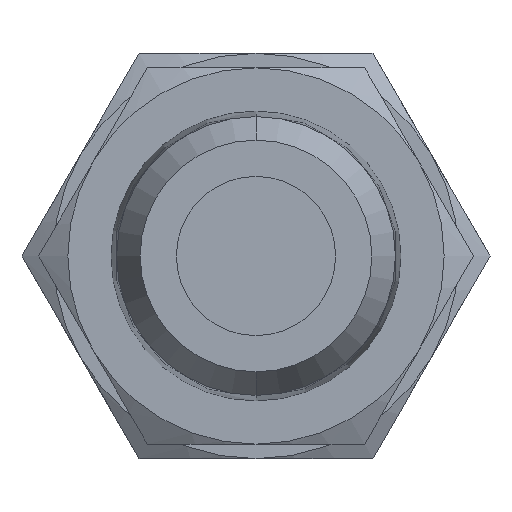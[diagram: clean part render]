
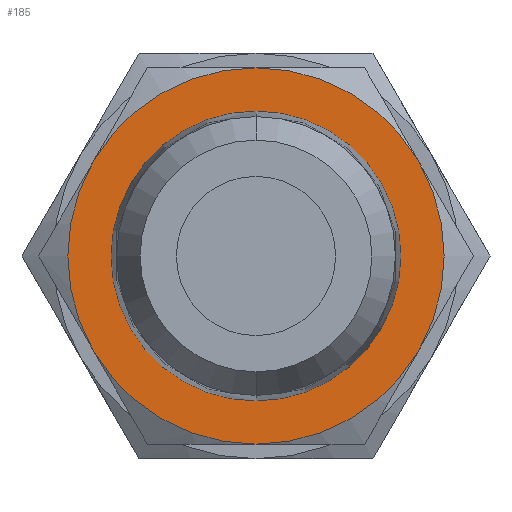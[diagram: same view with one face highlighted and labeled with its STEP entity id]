
A CAD part, front view. The second image highlights one B-rep face of the part: STEP entity #185.
In plain terms, the highlighted planar face has unit normal (0, -1, 0).
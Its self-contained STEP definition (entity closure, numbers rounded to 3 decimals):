
#73 = DIRECTION ( 'NONE',  ( 0., -1., 0. ) ) ;
#107 = AXIS2_PLACEMENT_3D ( 'NONE', #1204, #272, #1192 ) ;
#134 = VERTEX_POINT ( 'NONE', #1256 ) ;
#154 = DIRECTION ( 'NONE',  ( 0., 0., 1. ) ) ;
#177 = VERTEX_POINT ( 'NONE', #582 ) ;
#185 = ADVANCED_FACE ( 'NONE', ( #1087, #853 ), #715, .T. ) ;
#211 = AXIS2_PLACEMENT_3D ( 'NONE', #352, #766, #1408 ) ;
#228 = DIRECTION ( 'NONE',  ( 0., 0., 1. ) ) ;
#272 = DIRECTION ( 'NONE',  ( 0., -1., 0. ) ) ;
#278 = ORIENTED_EDGE ( 'NONE', *, *, #802, .T. ) ;
#314 = AXIS2_PLACEMENT_3D ( 'NONE', #1197, #1073, #1052 ) ;
#321 = CARTESIAN_POINT ( 'NONE',  ( 5.005, 7.5, 0. ) ) ;
#333 = CARTESIAN_POINT ( 'NONE',  ( 0., 7.5, 0. ) ) ;
#352 = CARTESIAN_POINT ( 'NONE',  ( 0., 7.5, 0. ) ) ;
#376 = CARTESIAN_POINT ( 'NONE',  ( 5.629, 7.5, 3.25 ) ) ;
#392 = ORIENTED_EDGE ( 'NONE', *, *, #1039, .T. ) ;
#405 = DIRECTION ( 'NONE',  ( 0., -1., 0. ) ) ;
#457 = CIRCLE ( 'NONE', #1555, 5.005 ) ;
#507 = VERTEX_POINT ( 'NONE', #864 ) ;
#528 = VERTEX_POINT ( 'NONE', #1392 ) ;
#582 = CARTESIAN_POINT ( 'NONE',  ( 5.629, 7.5, -3.25 ) ) ;
#622 = CARTESIAN_POINT ( 'NONE',  ( 0., 7.5, 0. ) ) ;
#645 = DIRECTION ( 'NONE',  ( 0., -1., 0. ) ) ;
#661 = VERTEX_POINT ( 'NONE', #1032 ) ;
#680 = CIRCLE ( 'NONE', #314, 6.5 ) ;
#715 = PLANE ( 'NONE',  #842 ) ;
#766 = DIRECTION ( 'NONE',  ( 0., -1., 0. ) ) ;
#770 = EDGE_CURVE ( 'NONE', #661, #1613, #1065, .T. ) ;
#772 = VERTEX_POINT ( 'NONE', #1337 ) ;
#802 = EDGE_CURVE ( 'NONE', #528, #772, #1207, .T. ) ;
#807 = AXIS2_PLACEMENT_3D ( 'NONE', #622, #645, #228 ) ;
#842 = AXIS2_PLACEMENT_3D ( 'NONE', #321, #73, #1001 ) ;
#853 = FACE_OUTER_BOUND ( 'NONE', #883, .T. ) ;
#864 = CARTESIAN_POINT ( 'NONE',  ( 0., 7.5, -6.5 ) ) ;
#883 = EDGE_LOOP ( 'NONE', ( #278, #1593, #392, #1660, #997, #1582 ) ) ;
#908 = ORIENTED_EDGE ( 'NONE', *, *, #1375, .F. ) ;
#921 = CIRCLE ( 'NONE', #807, 6.5 ) ;
#943 = CARTESIAN_POINT ( 'NONE',  ( 0., 7.5, 0. ) ) ;
#947 = DIRECTION ( 'NONE',  ( 0., -1., 0. ) ) ;
#972 = EDGE_CURVE ( 'NONE', #772, #507, #1186, .T. ) ;
#984 = AXIS2_PLACEMENT_3D ( 'NONE', #1212, #405, #154 ) ;
#995 = DIRECTION ( 'NONE',  ( 0., -1., 0. ) ) ;
#997 = ORIENTED_EDGE ( 'NONE', *, *, #1467, .T. ) ;
#1001 = DIRECTION ( 'NONE',  ( 0., 0., -1. ) ) ;
#1032 = CARTESIAN_POINT ( 'NONE',  ( 0., 7.5, 5.005 ) ) ;
#1039 = EDGE_CURVE ( 'NONE', #507, #177, #1368, .T. ) ;
#1052 = DIRECTION ( 'NONE',  ( 0., 0., 1. ) ) ;
#1065 = CIRCLE ( 'NONE', #1113, 5.005 ) ;
#1073 = DIRECTION ( 'NONE',  ( 0., -1., 0. ) ) ;
#1076 = CIRCLE ( 'NONE', #107, 6.5 ) ;
#1087 = FACE_BOUND ( 'NONE', #1139, .T. ) ;
#1113 = AXIS2_PLACEMENT_3D ( 'NONE', #943, #947, #1222 ) ;
#1139 = EDGE_LOOP ( 'NONE', ( #1452, #908 ) ) ;
#1148 = DIRECTION ( 'NONE',  ( 0., 0., 1. ) ) ;
#1186 = CIRCLE ( 'NONE', #1191, 6.5 ) ;
#1191 = AXIS2_PLACEMENT_3D ( 'NONE', #333, #995, #1394 ) ;
#1192 = DIRECTION ( 'NONE',  ( 0., 0., 1. ) ) ;
#1197 = CARTESIAN_POINT ( 'NONE',  ( 0., 7.5, 0. ) ) ;
#1204 = CARTESIAN_POINT ( 'NONE',  ( 0., 7.5, 0. ) ) ;
#1207 = CIRCLE ( 'NONE', #984, 6.5 ) ;
#1212 = CARTESIAN_POINT ( 'NONE',  ( 0., 7.5, 0. ) ) ;
#1222 = DIRECTION ( 'NONE',  ( 0., 0., 1. ) ) ;
#1256 = CARTESIAN_POINT ( 'NONE',  ( 0., 7.5, 6.5 ) ) ;
#1337 = CARTESIAN_POINT ( 'NONE',  ( -5.629, 7.5, -3.25 ) ) ;
#1368 = CIRCLE ( 'NONE', #211, 6.5 ) ;
#1375 = EDGE_CURVE ( 'NONE', #1613, #661, #457, .T. ) ;
#1392 = CARTESIAN_POINT ( 'NONE',  ( -5.629, 7.5, 3.25 ) ) ;
#1394 = DIRECTION ( 'NONE',  ( 0., 0., 1. ) ) ;
#1408 = DIRECTION ( 'NONE',  ( 0., 0., 1. ) ) ;
#1452 = ORIENTED_EDGE ( 'NONE', *, *, #770, .F. ) ;
#1467 = EDGE_CURVE ( 'NONE', #1570, #134, #921, .T. ) ;
#1486 = CARTESIAN_POINT ( 'NONE',  ( 0., 7.5, 0. ) ) ;
#1525 = DIRECTION ( 'NONE',  ( 0., -1., 0. ) ) ;
#1553 = EDGE_CURVE ( 'NONE', #134, #528, #680, .T. ) ;
#1555 = AXIS2_PLACEMENT_3D ( 'NONE', #1486, #1525, #1148 ) ;
#1570 = VERTEX_POINT ( 'NONE', #376 ) ;
#1582 = ORIENTED_EDGE ( 'NONE', *, *, #1553, .T. ) ;
#1583 = CARTESIAN_POINT ( 'NONE',  ( 0., 7.5, -5.005 ) ) ;
#1587 = EDGE_CURVE ( 'NONE', #177, #1570, #1076, .T. ) ;
#1593 = ORIENTED_EDGE ( 'NONE', *, *, #972, .T. ) ;
#1613 = VERTEX_POINT ( 'NONE', #1583 ) ;
#1660 = ORIENTED_EDGE ( 'NONE', *, *, #1587, .T. ) ;
